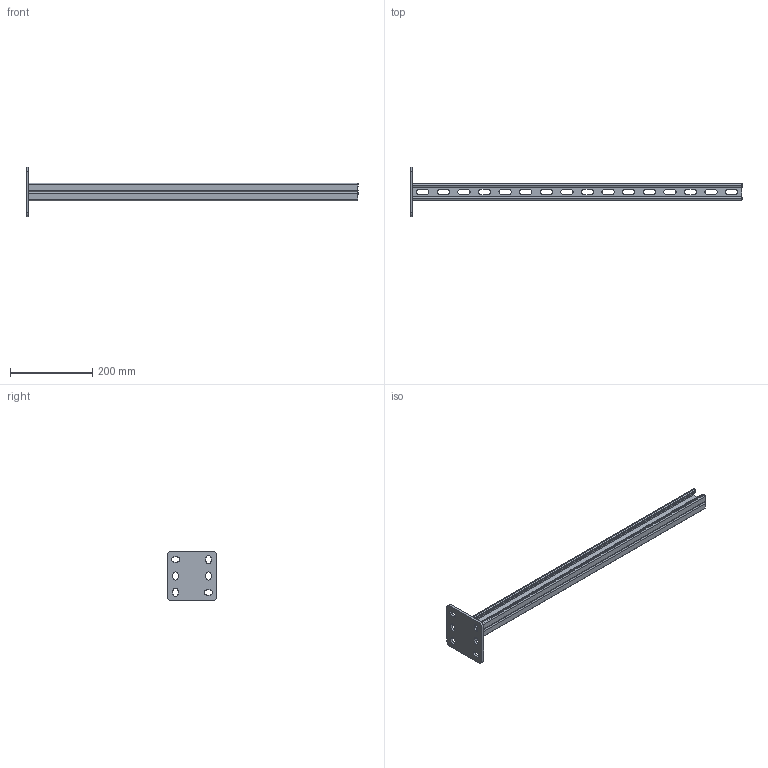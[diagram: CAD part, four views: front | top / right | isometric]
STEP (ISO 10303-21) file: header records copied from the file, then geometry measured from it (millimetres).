
FILE_DESCRIPTION (( 'STEP AP203' ), '1' );
FILE_NAME ('Êðîíøòåéí ïîòîëî÷íûé äâîéíîé_h21-800.step', '2022-01-27T07:49:46', ( '' ), ( '' ), 'SwSTEP 2.0', 'SolidWorks 2017', '' );
FILE_SCHEMA (( 'CONFIG_CONTROL_DESIGN' ));
Length unit declared in the file: millimetre
Products named in the file (3): Êðîíøòåéí ïîòîëî÷íûé äâîéíîé_h21-800; Ïÿòêà ïîòîëî÷êàÿ; STRUT-镳铘桦黖h21-800
Assembly tree (3 placements, depth 2):
  Êðîíøòåéí ïîòîëî÷íûé äâîéíîé_h21-800
    Ïÿòêà ïîòîëî÷êàÿ
    STRUT-镳铘桦黖h21-800  x2
Bounding box: 806 x 120 x 120 mm (x, y, z)
Volume: 423732.3 mm3; surface area: 330537.5 mm2
Topology: 3 solids, 3 shells, 2770 faces, 8290 edges, 5526 vertices
Faces by surface type: plane 2676, cylinder 94
Entity records: 46739 total; most frequent: CARTESIAN_POINT 8402, ORIENTED_EDGE 8392, DIRECTION 7126, EDGE_CURVE 4196, LINE 4084, VECTOR 4084, VERTEX_POINT 2797, AXIS2_PLACEMENT_3D 1521
